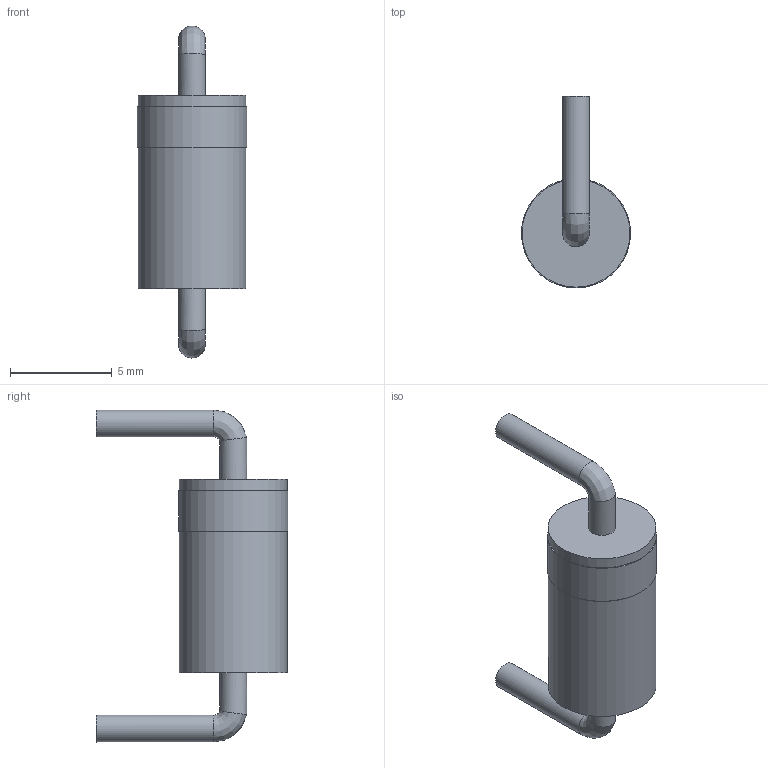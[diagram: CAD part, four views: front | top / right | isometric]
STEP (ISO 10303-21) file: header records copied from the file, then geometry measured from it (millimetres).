
FILE_DESCRIPTION(('FreeCAD Model'),'2;1');
FILE_NAME('DO-201AD_H_15.stp', '2017-09-28T18:58:02',('Author'),(''), 'Open CASCADE STEP processor 6.8','FreeCAD','Unknown');
FILE_SCHEMA(('AUTOMOTIVE_DESIGN_CC2 { 1 2 10303 214 -1 1 5 4 }'));
Length unit declared in the file: millimetre
Products named in the file (5): ASSEMBLY; Pad; Pad001; Sweep_(Mirror_#1); Sweep
Assembly tree (4 placements, depth 2):
  ASSEMBLY
    Pad
    Pad001
    Sweep_(Mirror_#1)
    Sweep
Bounding box: 5.37 x 9.43 x 16.32 mm (x, y, z)
Volume: 235.7 mm3; surface area: 351.4 mm2
Topology: 4 solids, 4 shells, 17 faces, 25 edges, 16 vertices
Faces by surface type: plane 8, cylinder 5, bspline 2, extrusion 2
Full cylindrical faces by diameter (mm): 1.32 x2, 5.3 x2, 5.371 x1
Entity records: 3372 total; most frequent: CARTESIAN_POINT 2729, DIRECTION 99, ORIENTED_EDGE 50, PCURVE 50, DEFINITIONAL_REPRESENTATION 50, VECTOR 37, LINE 35, AXIS2_PLACEMENT_3D 30
